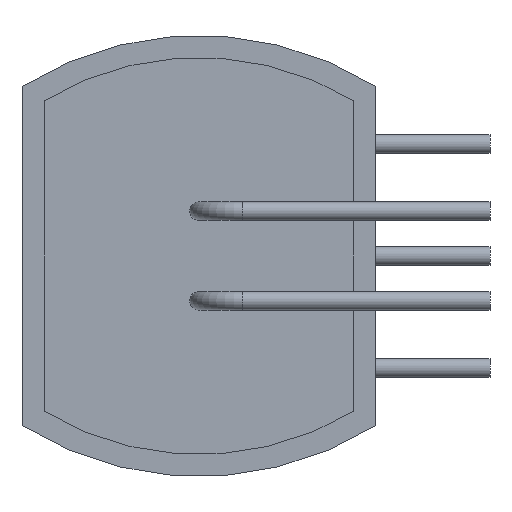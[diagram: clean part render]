
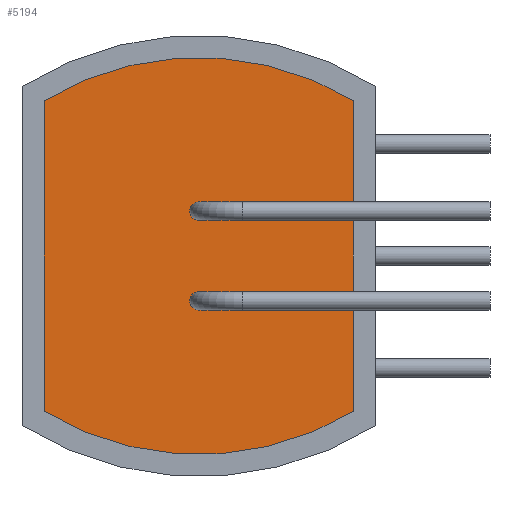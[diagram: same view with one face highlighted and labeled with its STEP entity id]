
A CAD part, front view. The second image highlights one B-rep face of the part: STEP entity #5194.
In plain terms, the highlighted planar face has unit normal (0, -1, 0).
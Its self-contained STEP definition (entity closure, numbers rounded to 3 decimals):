
#4758 = VERTEX_POINT('',#4759);
#4759 = CARTESIAN_POINT('',(3.5,-4.99,3.522));
#4765 = EDGE_CURVE('',#4758,#4766,#4768,.T.);
#4766 = VERTEX_POINT('',#4767);
#4767 = CARTESIAN_POINT('',(-3.5,-4.99,3.522));
#4768 = CIRCLE('',#4769,6.75);
#4769 = AXIS2_PLACEMENT_3D('',#4770,#4771,#4772);
#4770 = CARTESIAN_POINT('',(0.,-4.99,-2.25));
#4771 = DIRECTION('',(0.,-1.,0.));
#4772 = DIRECTION('',(1.,0.,0.));
#4790 = EDGE_CURVE('',#4766,#4791,#4793,.T.);
#4791 = VERTEX_POINT('',#4792);
#4792 = CARTESIAN_POINT('',(-3.5,-4.99,-3.522));
#4793 = LINE('',#4794,#4795);
#4794 = CARTESIAN_POINT('',(-3.5,-4.99,3.522));
#4795 = VECTOR('',#4796,1.);
#4796 = DIRECTION('',(0.,0.,-1.));
#4814 = EDGE_CURVE('',#4791,#4815,#4817,.T.);
#4815 = VERTEX_POINT('',#4816);
#4816 = CARTESIAN_POINT('',(3.5,-4.99,-3.522));
#4817 = CIRCLE('',#4818,6.75);
#4818 = AXIS2_PLACEMENT_3D('',#4819,#4820,#4821);
#4819 = CARTESIAN_POINT('',(0.,-4.99,2.25));
#4820 = DIRECTION('',(0.,-1.,0.));
#4821 = DIRECTION('',(1.,0.,0.));
#4839 = EDGE_CURVE('',#4758,#4815,#4840,.T.);
#4840 = LINE('',#4841,#4842);
#4841 = CARTESIAN_POINT('',(3.5,-4.99,3.522));
#4842 = VECTOR('',#4843,1.);
#4843 = DIRECTION('',(0.,0.,-1.));
#5194 = ADVANCED_FACE('',(#5195,#5201,#5212),#5223,.T.);
#5195 = FACE_BOUND('',#5196,.T.);
#5196 = EDGE_LOOP('',(#5197,#5198,#5199,#5200));
#5197 = ORIENTED_EDGE('',*,*,#4765,.T.);
#5198 = ORIENTED_EDGE('',*,*,#4790,.T.);
#5199 = ORIENTED_EDGE('',*,*,#4814,.T.);
#5200 = ORIENTED_EDGE('',*,*,#4839,.F.);
#5201 = FACE_BOUND('',#5202,.T.);
#5202 = EDGE_LOOP('',(#5203));
#5203 = ORIENTED_EDGE('',*,*,#5204,.F.);
#5204 = EDGE_CURVE('',#5205,#5205,#5207,.T.);
#5205 = VERTEX_POINT('',#5206);
#5206 = CARTESIAN_POINT('',(0.208,-4.99,-1.018));
#5207 = CIRCLE('',#5208,0.208);
#5208 = AXIS2_PLACEMENT_3D('',#5209,#5210,#5211);
#5209 = CARTESIAN_POINT('',(0.,-4.99,-1.018));
#5210 = DIRECTION('',(0.,-1.,0.));
#5211 = DIRECTION('',(1.,0.,0.));
#5212 = FACE_BOUND('',#5213,.T.);
#5213 = EDGE_LOOP('',(#5214));
#5214 = ORIENTED_EDGE('',*,*,#5215,.F.);
#5215 = EDGE_CURVE('',#5216,#5216,#5218,.T.);
#5216 = VERTEX_POINT('',#5217);
#5217 = CARTESIAN_POINT('',(0.208,-4.99,1.018));
#5218 = CIRCLE('',#5219,0.208);
#5219 = AXIS2_PLACEMENT_3D('',#5220,#5221,#5222);
#5220 = CARTESIAN_POINT('',(0.,-4.99,1.018));
#5221 = DIRECTION('',(0.,-1.,0.));
#5222 = DIRECTION('',(1.,0.,0.));
#5223 = PLANE('',#5224);
#5224 = AXIS2_PLACEMENT_3D('',#5225,#5226,#5227);
#5225 = CARTESIAN_POINT('',(0.,-4.99,0.
    ));
#5226 = DIRECTION('',(0.,-1.,0.));
#5227 = DIRECTION('',(0.,0.,-1.));
